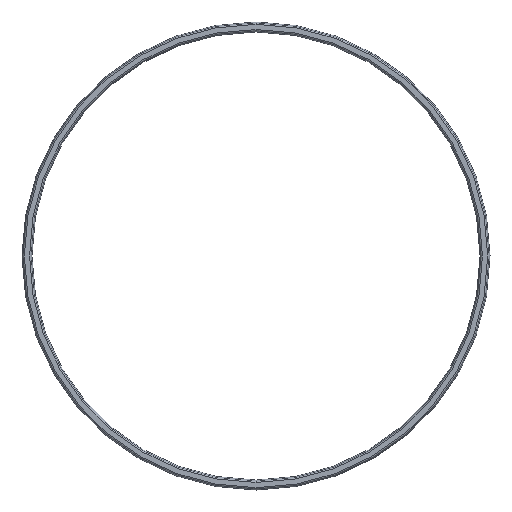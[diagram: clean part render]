
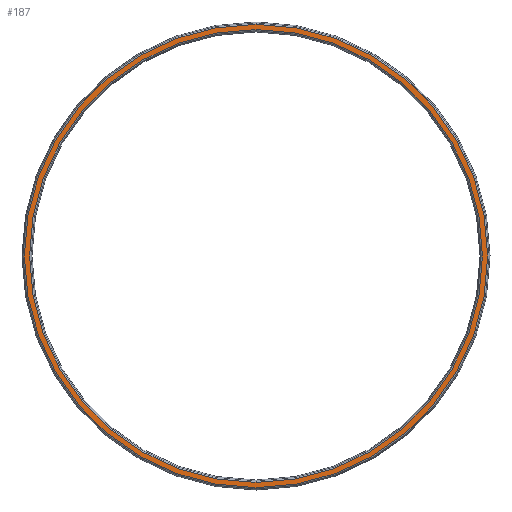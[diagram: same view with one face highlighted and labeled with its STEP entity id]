
A CAD part, front view. The second image highlights one B-rep face of the part: STEP entity #187.
In plain terms, the highlighted planar face has unit normal (0, -1, 0).
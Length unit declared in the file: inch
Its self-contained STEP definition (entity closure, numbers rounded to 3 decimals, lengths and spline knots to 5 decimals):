
#41 = DIRECTION ( 'NONE',  ( 0., 0., -1. ) ) ;
#62 = EDGE_LOOP ( 'NONE', ( #219, #277 ) ) ;
#93 = EDGE_CURVE ( 'NONE', #274, #463, #214, .T. ) ;
#95 = CARTESIAN_POINT ( 'NONE',  ( -0.17188, -0.34375, 0. ) ) ;
#134 = CIRCLE ( 'NONE', #585, 11.36949 ) ;
#139 = DIRECTION ( 'NONE',  ( 0., 0., -1. ) ) ;
#152 = DIRECTION ( 'NONE',  ( 0., 1., 0. ) ) ;
#164 = DIRECTION ( 'NONE',  ( 0., -1., 0. ) ) ;
#187 = ADVANCED_FACE ( 'NONE', ( #351, #648 ), #547, .T. ) ;
#191 = DIRECTION ( 'NONE',  ( 0., 1., 0. ) ) ;
#214 = CIRCLE ( 'NONE', #592, 11.36949 ) ;
#216 = VERTEX_POINT ( 'NONE', #256 ) ;
#219 = ORIENTED_EDGE ( 'NONE', *, *, #625, .T. ) ;
#256 = CARTESIAN_POINT ( 'NONE',  ( 11.5, -0.34375, 11.63051 ) ) ;
#265 = EDGE_LOOP ( 'NONE', ( #321, #622 ) ) ;
#273 = AXIS2_PLACEMENT_3D ( 'NONE', #300, #164, #279 ) ;
#274 = VERTEX_POINT ( 'NONE', #359 ) ;
#277 = ORIENTED_EDGE ( 'NONE', *, *, #572, .T. ) ;
#279 = DIRECTION ( 'NONE',  ( 0., 0., -1. ) ) ;
#292 = CARTESIAN_POINT ( 'NONE',  ( 11.5, -0.34375, 0. ) ) ;
#295 = CARTESIAN_POINT ( 'NONE',  ( 11.5, -0.34375, 0. ) ) ;
#299 = DIRECTION ( 'NONE',  ( 0., -1., 0. ) ) ;
#300 = CARTESIAN_POINT ( 'NONE',  ( 11.5, -0.34375, 0. ) ) ;
#303 = CIRCLE ( 'NONE', #519, 11.63051 ) ;
#321 = ORIENTED_EDGE ( 'NONE', *, *, #560, .T. ) ;
#351 = FACE_OUTER_BOUND ( 'NONE', #62, .T. ) ;
#356 = CARTESIAN_POINT ( 'NONE',  ( 11.5, -0.34375, -11.63051 ) ) ;
#359 = CARTESIAN_POINT ( 'NONE',  ( 11.5, -0.34375, 11.36949 ) ) ;
#387 = CARTESIAN_POINT ( 'NONE',  ( 11.5, -0.34375, -11.36949 ) ) ;
#461 = VERTEX_POINT ( 'NONE', #356 ) ;
#463 = VERTEX_POINT ( 'NONE', #387 ) ;
#485 = CARTESIAN_POINT ( 'NONE',  ( 11.5, -0.34375, 0. ) ) ;
#488 = DIRECTION ( 'NONE',  ( 0., -1., 0. ) ) ;
#491 = DIRECTION ( 'NONE',  ( 0., 0., -1. ) ) ;
#519 = AXIS2_PLACEMENT_3D ( 'NONE', #292, #488, #41 ) ;
#542 = CIRCLE ( 'NONE', #273, 11.63051 ) ;
#547 = PLANE ( 'NONE',  #655 ) ;
#560 = EDGE_CURVE ( 'NONE', #463, #274, #134, .T. ) ;
#572 = EDGE_CURVE ( 'NONE', #216, #461, #303, .T. ) ;
#585 = AXIS2_PLACEMENT_3D ( 'NONE', #485, #191, #491 ) ;
#592 = AXIS2_PLACEMENT_3D ( 'NONE', #295, #152, #139 ) ;
#617 = DIRECTION ( 'NONE',  ( 0., 0., -1. ) ) ;
#622 = ORIENTED_EDGE ( 'NONE', *, *, #93, .T. ) ;
#625 = EDGE_CURVE ( 'NONE', #461, #216, #542, .T. ) ;
#648 = FACE_BOUND ( 'NONE', #265, .T. ) ;
#655 = AXIS2_PLACEMENT_3D ( 'NONE', #95, #299, #617 ) ;
